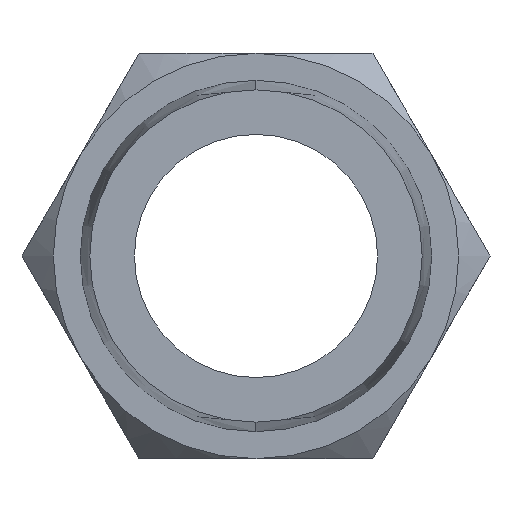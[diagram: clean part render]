
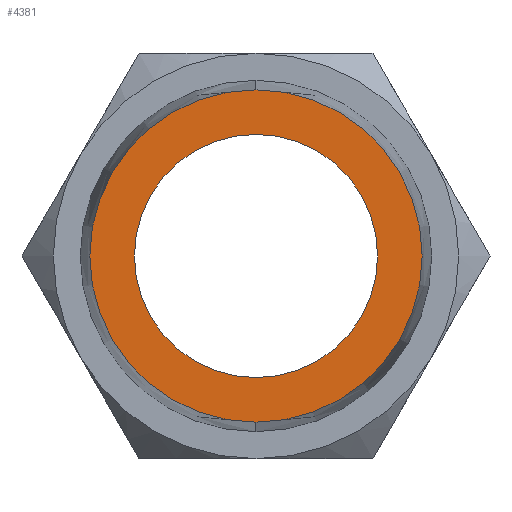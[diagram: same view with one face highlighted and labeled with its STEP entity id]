
A CAD part, left-side view. The second image highlights one B-rep face of the part: STEP entity #4381.
In plain terms, the highlighted planar face has unit normal (-1, 0, 0).
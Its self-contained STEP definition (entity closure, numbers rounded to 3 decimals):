
#108 = CARTESIAN_POINT ( 'NONE',  ( 0., 0., 0. ) ) ;
#128 = DIRECTION ( 'NONE',  ( 0., 0., -1. ) ) ;
#219 = ORIENTED_EDGE ( 'NONE', *, *, #2393, .T. ) ;
#231 = AXIS2_PLACEMENT_3D ( 'NONE', #4455, #4061, #2105 ) ;
#234 = DIRECTION ( 'NONE',  ( -1., 0., 0. ) ) ;
#343 = EDGE_CURVE ( 'NONE', #2149, #1869, #2066, .T. ) ;
#444 = DIRECTION ( 'NONE',  ( 1., 0., 0. ) ) ;
#495 = ORIENTED_EDGE ( 'NONE', *, *, #761, .T. ) ;
#555 = PLANE ( 'NONE',  #2311 ) ;
#761 = EDGE_CURVE ( 'NONE', #1869, #2149, #947, .T. ) ;
#947 = CIRCLE ( 'NONE', #4461, 4.5 ) ;
#1003 = CARTESIAN_POINT ( 'NONE',  ( 0., 0., 0. ) ) ;
#1302 = DIRECTION ( 'NONE',  ( 1., 0., 0. ) ) ;
#1429 = DIRECTION ( 'NONE',  ( 0., 0., 1. ) ) ;
#1477 = CARTESIAN_POINT ( 'NONE',  ( 0., 0., 6.15 ) ) ;
#1649 = CARTESIAN_POINT ( 'NONE',  ( 0., 0., 0. ) ) ;
#1869 = VERTEX_POINT ( 'NONE', #4523 ) ;
#1912 = CARTESIAN_POINT ( 'NONE',  ( 0., 0., -4.5 ) ) ;
#1979 = DIRECTION ( 'NONE',  ( 0., 0., -1. ) ) ;
#2063 = FACE_OUTER_BOUND ( 'NONE', #2198, .T. ) ;
#2066 = CIRCLE ( 'NONE', #3915, 4.5 ) ;
#2090 = DIRECTION ( 'NONE',  ( 0., 0., -1. ) ) ;
#2105 = DIRECTION ( 'NONE',  ( 0., 0., 1. ) ) ;
#2149 = VERTEX_POINT ( 'NONE', #1912 ) ;
#2198 = EDGE_LOOP ( 'NONE', ( #3625, #219 ) ) ;
#2311 = AXIS2_PLACEMENT_3D ( 'NONE', #1003, #4025, #2090 ) ;
#2393 = EDGE_CURVE ( 'NONE', #4273, #3108, #4805, .T. ) ;
#3108 = VERTEX_POINT ( 'NONE', #3216 ) ;
#3216 = CARTESIAN_POINT ( 'NONE',  ( 0., 0., -6.15 ) ) ;
#3268 = AXIS2_PLACEMENT_3D ( 'NONE', #1649, #234, #1429 ) ;
#3625 = ORIENTED_EDGE ( 'NONE', *, *, #4030, .T. ) ;
#3733 = EDGE_LOOP ( 'NONE', ( #495, #4542 ) ) ;
#3915 = AXIS2_PLACEMENT_3D ( 'NONE', #108, #1302, #128 ) ;
#3975 = FACE_BOUND ( 'NONE', #3733, .T. ) ;
#4025 = DIRECTION ( 'NONE',  ( 1., 0., 0. ) ) ;
#4030 = EDGE_CURVE ( 'NONE', #3108, #4273, #4959, .T. ) ;
#4061 = DIRECTION ( 'NONE',  ( -1., 0., 0. ) ) ;
#4273 = VERTEX_POINT ( 'NONE', #1477 ) ;
#4381 = ADVANCED_FACE ( 'NONE', ( #3975, #2063 ), #555, .F. ) ;
#4455 = CARTESIAN_POINT ( 'NONE',  ( 0., 0., 0. ) ) ;
#4461 = AXIS2_PLACEMENT_3D ( 'NONE', #4912, #444, #1979 ) ;
#4523 = CARTESIAN_POINT ( 'NONE',  ( 0., 0., 4.5 ) ) ;
#4542 = ORIENTED_EDGE ( 'NONE', *, *, #343, .T. ) ;
#4805 = CIRCLE ( 'NONE', #231, 6.15 ) ;
#4912 = CARTESIAN_POINT ( 'NONE',  ( 0., 0., 0. ) ) ;
#4959 = CIRCLE ( 'NONE', #3268, 6.15 ) ;
